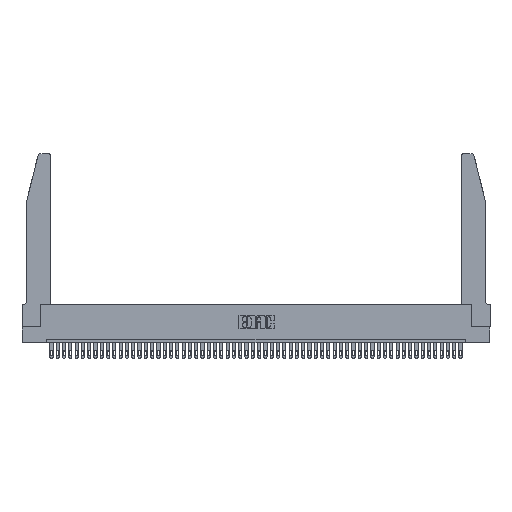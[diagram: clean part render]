
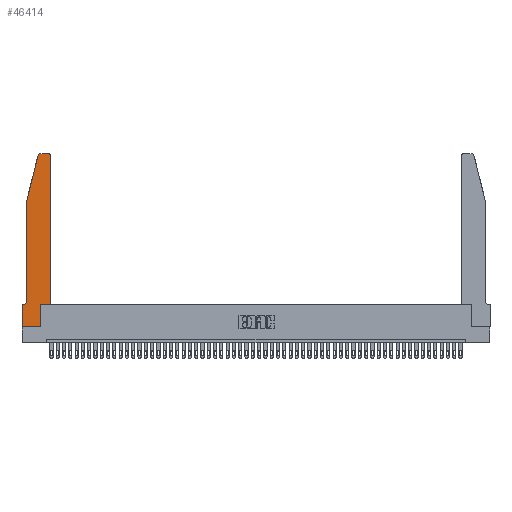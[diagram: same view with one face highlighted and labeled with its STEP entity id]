
A CAD part, top view. The second image highlights one B-rep face of the part: STEP entity #46414.
In plain terms, the highlighted planar face has unit normal (0, 0, 1).
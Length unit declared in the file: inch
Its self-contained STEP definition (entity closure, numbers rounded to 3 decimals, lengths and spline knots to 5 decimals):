
#516 = CARTESIAN_POINT ( 'NONE',  ( 0.0755, 2., 0.37 ) ) ;
#556 = DIRECTION ( 'NONE',  ( 0., 0., -1. ) ) ;
#579 = DIRECTION ( 'NONE',  ( 0., 1., 0. ) ) ;
#739 = CARTESIAN_POINT ( 'NONE',  ( 0.2865, 0.35, 0.37 ) ) ;
#1205 = PLANE ( 'NONE',  #13941 ) ;
#1357 = CARTESIAN_POINT ( 'NONE',  ( 0.4205, 2.75, 0.37 ) ) ;
#2563 = VERTEX_POINT ( 'NONE', #50660 ) ;
#2955 = VERTEX_POINT ( 'NONE', #46728 ) ;
#4298 = CARTESIAN_POINT ( 'NONE',  ( 0., 0., 0.37 ) ) ;
#4832 = DIRECTION ( 'NONE',  ( 0., 0., 1. ) ) ;
#5297 = LINE ( 'NONE', #739, #45405 ) ;
#5808 = VERTEX_POINT ( 'NONE', #32004 ) ;
#6004 = DIRECTION ( 'NONE',  ( -1., 0., 0. ) ) ;
#6569 = VECTOR ( 'NONE', #32076, 39.37008 ) ;
#6649 = LINE ( 'NONE', #40807, #47372 ) ;
#8035 = CARTESIAN_POINT ( 'NONE',  ( 0.0755, 2., 0.37 ) ) ;
#8791 = CARTESIAN_POINT ( 'NONE',  ( 0.284, 2.72, 0.37 ) ) ;
#9159 = VERTEX_POINT ( 'NONE', #22910 ) ;
#10020 = VERTEX_POINT ( 'NONE', #1357 ) ;
#10266 = LINE ( 'NONE', #16381, #44189 ) ;
#11280 = ORIENTED_EDGE ( 'NONE', *, *, #30894, .T. ) ;
#12439 = EDGE_LOOP ( 'NONE', ( #14228, #39753, #48699, #36663, #41387, #37793, #18811, #39577, #14961, #44529, #23768, #11280 ) ) ;
#12791 = VECTOR ( 'NONE', #22228, 39.37008 ) ;
#13061 = VERTEX_POINT ( 'NONE', #30736 ) ;
#13941 = AXIS2_PLACEMENT_3D ( 'NONE', #32712, #4832, #24384 ) ;
#14141 = EDGE_CURVE ( 'NONE', #10020, #13061, #10266, .T. ) ;
#14228 = ORIENTED_EDGE ( 'NONE', *, *, #14141, .T. ) ;
#14961 = ORIENTED_EDGE ( 'NONE', *, *, #32779, .T. ) ;
#15787 = LINE ( 'NONE', #47637, #6569 ) ;
#15912 = DIRECTION ( 'NONE',  ( -0.239, -0.971, 0. ) ) ;
#15986 = CIRCLE ( 'NONE', #40149, 0.03 ) ;
#16133 = EDGE_CURVE ( 'NONE', #43072, #9159, #36300, .T. ) ;
#16381 = CARTESIAN_POINT ( 'NONE',  ( 0.2605, 2.75, 0.37 ) ) ;
#16996 = VERTEX_POINT ( 'NONE', #516 ) ;
#18811 = ORIENTED_EDGE ( 'NONE', *, *, #23447, .T. ) ;
#19746 = EDGE_CURVE ( 'NONE', #16996, #43072, #6649, .T. ) ;
#21124 = DIRECTION ( 'NONE',  ( -1., 0., 0. ) ) ;
#22228 = DIRECTION ( 'NONE',  ( 1., 0., 0. ) ) ;
#22447 = EDGE_CURVE ( 'NONE', #2563, #26089, #51091, .T. ) ;
#22756 = EDGE_CURVE ( 'NONE', #2955, #40191, #15787, .T. ) ;
#22910 = CARTESIAN_POINT ( 'NONE',  ( 0.0055, 0.35, 0.37 ) ) ;
#22990 = VERTEX_POINT ( 'NONE', #50761 ) ;
#23447 = EDGE_CURVE ( 'NONE', #30374, #2563, #23700, .T. ) ;
#23700 = LINE ( 'NONE', #4298, #24292 ) ;
#23768 = ORIENTED_EDGE ( 'NONE', *, *, #22756, .T. ) ;
#23870 = VECTOR ( 'NONE', #15912, 39.37008 ) ;
#24292 = VECTOR ( 'NONE', #51023, 39.37008 ) ;
#24384 = DIRECTION ( 'NONE',  ( 1., 0., 0. ) ) ;
#26080 = AXIS2_PLACEMENT_3D ( 'NONE', #30179, #556, #43122 ) ;
#26089 = VERTEX_POINT ( 'NONE', #41421 ) ;
#26204 = AXIS2_PLACEMENT_3D ( 'NONE', #8791, #43769, #35983 ) ;
#27091 = LINE ( 'NONE', #27732, #33901 ) ;
#27732 = CARTESIAN_POINT ( 'NONE',  ( 0.4505, 0.35, 0.37 ) ) ;
#27795 = EDGE_CURVE ( 'NONE', #9159, #30374, #28312, .T. ) ;
#28312 = LINE ( 'NONE', #48310, #43740 ) ;
#29348 = EDGE_CURVE ( 'NONE', #5808, #16996, #34407, .T. ) ;
#30179 = CARTESIAN_POINT ( 'NONE',  ( 0.0055, 0.42, 0.37 ) ) ;
#30374 = VERTEX_POINT ( 'NONE', #42668 ) ;
#30736 = CARTESIAN_POINT ( 'NONE',  ( 0.284, 2.75, 0.37 ) ) ;
#30894 = EDGE_CURVE ( 'NONE', #40191, #10020, #15986, .T. ) ;
#32004 = CARTESIAN_POINT ( 'NONE',  ( 0.25487, 2.72718, 0.37 ) ) ;
#32076 = DIRECTION ( 'NONE',  ( 0., 1., 0. ) ) ;
#32712 = CARTESIAN_POINT ( 'NONE',  ( 0., 0.35, 0.37 ) ) ;
#32779 = EDGE_CURVE ( 'NONE', #26089, #22990, #5297, .T. ) ;
#33901 = VECTOR ( 'NONE', #40185, 39.37008 ) ;
#34407 = LINE ( 'NONE', #8035, #23870 ) ;
#34497 = EDGE_CURVE ( 'NONE', #22990, #2955, #27091, .T. ) ;
#35444 = CARTESIAN_POINT ( 'NONE',  ( 0.4505, 2.72, 0.37 ) ) ;
#35983 = DIRECTION ( 'NONE',  ( 1., 0., 0. ) ) ;
#36300 = CIRCLE ( 'NONE', #26080, 0.07 ) ;
#36663 = ORIENTED_EDGE ( 'NONE', *, *, #19746, .T. ) ;
#37493 = CARTESIAN_POINT ( 'NONE',  ( 0.4205, 2.72, 0.37 ) ) ;
#37793 = ORIENTED_EDGE ( 'NONE', *, *, #27795, .T. ) ;
#37802 = CARTESIAN_POINT ( 'NONE',  ( 0., 0., 0.37 ) ) ;
#39090 = FACE_OUTER_BOUND ( 'NONE', #12439, .T. ) ;
#39577 = ORIENTED_EDGE ( 'NONE', *, *, #22447, .T. ) ;
#39753 = ORIENTED_EDGE ( 'NONE', *, *, #49818, .T. ) ;
#40149 = AXIS2_PLACEMENT_3D ( 'NONE', #37493, #41813, #41296 ) ;
#40185 = DIRECTION ( 'NONE',  ( 1., 0., 0. ) ) ;
#40191 = VERTEX_POINT ( 'NONE', #35444 ) ;
#40807 = CARTESIAN_POINT ( 'NONE',  ( 0.0755, 2., 0.37 ) ) ;
#41296 = DIRECTION ( 'NONE',  ( 1., 0., 0. ) ) ;
#41387 = ORIENTED_EDGE ( 'NONE', *, *, #16133, .T. ) ;
#41421 = CARTESIAN_POINT ( 'NONE',  ( 0.2865, 0., 0.37 ) ) ;
#41813 = DIRECTION ( 'NONE',  ( 0., 0., 1. ) ) ;
#41997 = CIRCLE ( 'NONE', #26204, 0.03 ) ;
#42668 = CARTESIAN_POINT ( 'NONE',  ( 0., 0.35, 0.37 ) ) ;
#42903 = CARTESIAN_POINT ( 'NONE',  ( 0.0755, 0.42, 0.37 ) ) ;
#43072 = VERTEX_POINT ( 'NONE', #42903 ) ;
#43122 = DIRECTION ( 'NONE',  ( -1., 0., 0. ) ) ;
#43740 = VECTOR ( 'NONE', #6004, 39.37008 ) ;
#43769 = DIRECTION ( 'NONE',  ( 0., 0., 1. ) ) ;
#44189 = VECTOR ( 'NONE', #21124, 39.37008 ) ;
#44529 = ORIENTED_EDGE ( 'NONE', *, *, #34497, .T. ) ;
#44734 = DIRECTION ( 'NONE',  ( 0., -1., 0. ) ) ;
#45405 = VECTOR ( 'NONE', #579, 39.37008 ) ;
#46414 = ADVANCED_FACE ( 'NONE', ( #39090 ), #1205, .T. ) ;
#46728 = CARTESIAN_POINT ( 'NONE',  ( 0.4505, 0.35, 0.37 ) ) ;
#47372 = VECTOR ( 'NONE', #44734, 39.37008 ) ;
#47637 = CARTESIAN_POINT ( 'NONE',  ( 0.4505, 0.35, 0.37 ) ) ;
#48310 = CARTESIAN_POINT ( 'NONE',  ( 0.0755, 0.35, 0.37 ) ) ;
#48699 = ORIENTED_EDGE ( 'NONE', *, *, #29348, .T. ) ;
#49818 = EDGE_CURVE ( 'NONE', #13061, #5808, #41997, .T. ) ;
#50660 = CARTESIAN_POINT ( 'NONE',  ( 0., 0., 0.37 ) ) ;
#50761 = CARTESIAN_POINT ( 'NONE',  ( 0.2865, 0.35, 0.37 ) ) ;
#51023 = DIRECTION ( 'NONE',  ( 0., -1., 0. ) ) ;
#51091 = LINE ( 'NONE', #37802, #12791 ) ;
